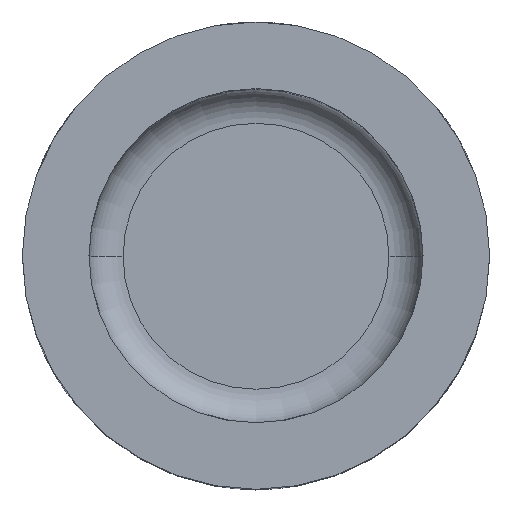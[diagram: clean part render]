
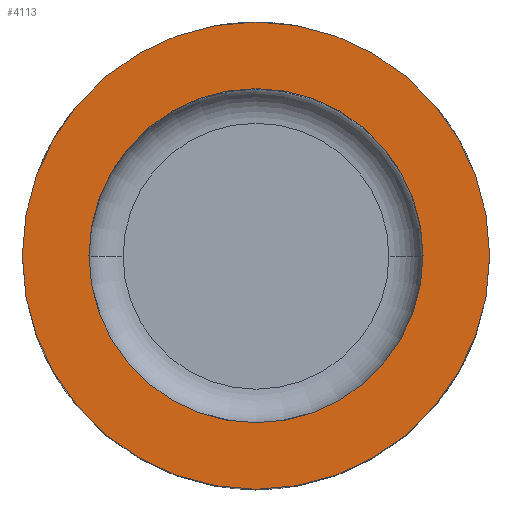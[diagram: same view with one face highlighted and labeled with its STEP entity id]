
A CAD part, top view. The second image highlights one B-rep face of the part: STEP entity #4113.
In plain terms, the highlighted planar face has unit normal (0, 0, 1).
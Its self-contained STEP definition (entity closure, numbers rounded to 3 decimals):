
#36 = AXIS2_PLACEMENT_3D ( 'NONE', #2526, #6328, #3752 ) ;
#51 = DIRECTION ( 'NONE',  ( 0., 0., 1. ) ) ;
#411 = AXIS2_PLACEMENT_3D ( 'NONE', #9157, #4935, #1541 ) ;
#695 = EDGE_LOOP ( 'NONE', ( #3586, #10338 ) ) ;
#714 = CARTESIAN_POINT ( 'NONE',  ( 12.54, 0., 0. ) ) ;
#719 = CARTESIAN_POINT ( 'NONE',  ( -17.54, 0., 0. ) ) ;
#822 = EDGE_LOOP ( 'NONE', ( #7252, #11270 ) ) ;
#1221 = AXIS2_PLACEMENT_3D ( 'NONE', #10073, #1770, #3583 ) ;
#1373 = CARTESIAN_POINT ( 'NONE',  ( 17.54, 0., 0. ) ) ;
#1481 = PLANE ( 'NONE',  #411 ) ;
#1541 = DIRECTION ( 'NONE',  ( -1., 0., 0. ) ) ;
#1770 = DIRECTION ( 'NONE',  ( 0., 0., 1. ) ) ;
#2198 = CIRCLE ( 'NONE', #36, 12.54 ) ;
#2333 = EDGE_CURVE ( 'NONE', #10896, #4473, #2198, .T. ) ;
#2526 = CARTESIAN_POINT ( 'NONE',  ( 0., 0., 0. ) ) ;
#2586 = CIRCLE ( 'NONE', #10557, 12.54 ) ;
#3142 = CARTESIAN_POINT ( 'NONE',  ( -12.54, 0., 0. ) ) ;
#3428 = EDGE_CURVE ( 'NONE', #7706, #8209, #7552, .T. ) ;
#3583 = DIRECTION ( 'NONE',  ( 1., 0., 0. ) ) ;
#3586 = ORIENTED_EDGE ( 'NONE', *, *, #6684, .F. ) ;
#3752 = DIRECTION ( 'NONE',  ( 1., 0., 0. ) ) ;
#3827 = DIRECTION ( 'NONE',  ( 1., 0., 0. ) ) ;
#4113 = ADVANCED_FACE ( 'NONE', ( #5876, #8040 ), #1481, .F. ) ;
#4473 = VERTEX_POINT ( 'NONE', #714 ) ;
#4935 = DIRECTION ( 'NONE',  ( 0., 0., -1. ) ) ;
#5876 = FACE_BOUND ( 'NONE', #695, .T. ) ;
#6328 = DIRECTION ( 'NONE',  ( 0., 0., 1. ) ) ;
#6684 = EDGE_CURVE ( 'NONE', #4473, #10896, #2586, .T. ) ;
#6793 = DIRECTION ( 'NONE',  ( 0., 0., 1. ) ) ;
#6960 = AXIS2_PLACEMENT_3D ( 'NONE', #8481, #6793, #10404 ) ;
#7252 = ORIENTED_EDGE ( 'NONE', *, *, #3428, .T. ) ;
#7552 = CIRCLE ( 'NONE', #6960, 17.54 ) ;
#7706 = VERTEX_POINT ( 'NONE', #1373 ) ;
#8040 = FACE_OUTER_BOUND ( 'NONE', #822, .T. ) ;
#8209 = VERTEX_POINT ( 'NONE', #719 ) ;
#8481 = CARTESIAN_POINT ( 'NONE',  ( 0., 0., 0. ) ) ;
#8795 = CIRCLE ( 'NONE', #1221, 17.54 ) ;
#9157 = CARTESIAN_POINT ( 'NONE',  ( 0., 12.54, 0. ) ) ;
#10073 = CARTESIAN_POINT ( 'NONE',  ( 0., 0., 0. ) ) ;
#10338 = ORIENTED_EDGE ( 'NONE', *, *, #2333, .F. ) ;
#10367 = CARTESIAN_POINT ( 'NONE',  ( 0., 0., 0. ) ) ;
#10404 = DIRECTION ( 'NONE',  ( 1., 0., 0. ) ) ;
#10557 = AXIS2_PLACEMENT_3D ( 'NONE', #10367, #51, #3827 ) ;
#10896 = VERTEX_POINT ( 'NONE', #3142 ) ;
#11270 = ORIENTED_EDGE ( 'NONE', *, *, #11824, .T. ) ;
#11824 = EDGE_CURVE ( 'NONE', #8209, #7706, #8795, .T. ) ;
